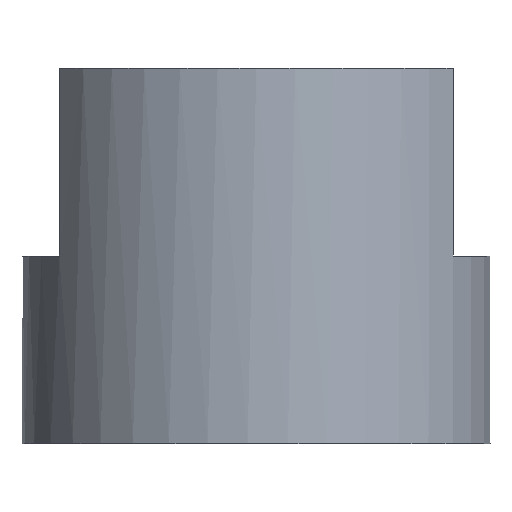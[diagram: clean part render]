
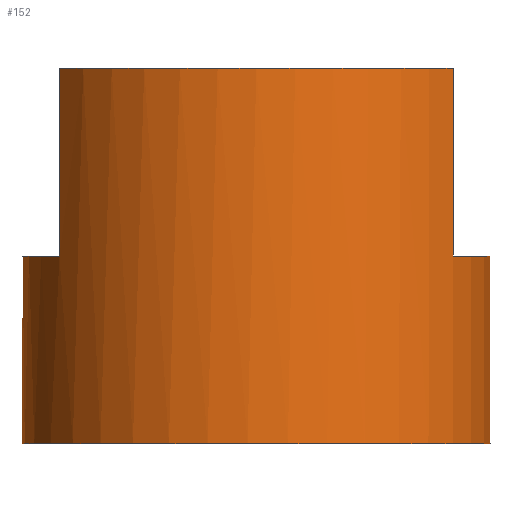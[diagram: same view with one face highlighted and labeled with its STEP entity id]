
A CAD part, left-side view. The second image highlights one B-rep face of the part: STEP entity #152.
In plain terms, the highlighted cylindrical face has radius 50 mm (diameter 100 mm), a full revolution.
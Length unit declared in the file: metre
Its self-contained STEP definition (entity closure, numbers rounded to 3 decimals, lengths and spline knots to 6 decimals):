
#20=CYLINDRICAL_SURFACE('',#178,0.05);
#24=LINE('',#245,#32);
#26=LINE('',#249,#34);
#28=LINE('',#258,#36);
#30=LINE('',#262,#38);
#32=VECTOR('',#199,1.);
#34=VECTOR('',#201,1.);
#36=VECTOR('',#209,1.);
#38=VECTOR('',#211,1.);
#51=ORIENTED_EDGE('',*,*,#82,.T.);
#52=ORIENTED_EDGE('',*,*,#85,.F.);
#53=ORIENTED_EDGE('',*,*,#84,.F.);
#54=ORIENTED_EDGE('',*,*,#86,.F.);
#55=ORIENTED_EDGE('',*,*,#76,.T.);
#56=ORIENTED_EDGE('',*,*,#87,.F.);
#57=ORIENTED_EDGE('',*,*,#78,.F.);
#58=ORIENTED_EDGE('',*,*,#88,.F.);
#59=ORIENTED_EDGE('',*,*,#89,.T.);
#76=EDGE_CURVE('',#94,#92,#24,.T.);
#78=EDGE_CURVE('',#95,#93,#26,.T.);
#82=EDGE_CURVE('',#100,#99,#28,.T.);
#84=EDGE_CURVE('',#101,#98,#30,.T.);
#85=EDGE_CURVE('',#98,#99,#107,.T.);
#86=EDGE_CURVE('',#94,#101,#108,.T.);
#87=EDGE_CURVE('',#93,#92,#109,.T.);
#88=EDGE_CURVE('',#100,#95,#110,.T.);
#89=EDGE_CURVE('',#102,#102,#111,.T.);
#92=VERTEX_POINT('',#243);
#93=VERTEX_POINT('',#244);
#94=VERTEX_POINT('',#246);
#95=VERTEX_POINT('',#248);
#98=VERTEX_POINT('',#256);
#99=VERTEX_POINT('',#257);
#100=VERTEX_POINT('',#259);
#101=VERTEX_POINT('',#261);
#102=VERTEX_POINT('',#269);
#107=CIRCLE('',#179,0.05);
#108=CIRCLE('',#180,0.05);
#109=CIRCLE('',#181,0.05);
#110=CIRCLE('',#182,0.05);
#111=CIRCLE('',#183,0.05);
#118=EDGE_LOOP('',(#51,#52,#53,#54,#55,#56,#57,#58));
#119=EDGE_LOOP('',(#59));
#134=FACE_BOUND('',#118,.T.);
#135=FACE_BOUND('',#119,.T.);
#152=ADVANCED_FACE('',(#134,#135),#20,.T.);
#178=AXIS2_PLACEMENT_3D('',#263,#212,#213);
#179=AXIS2_PLACEMENT_3D('',#264,#214,#215);
#180=AXIS2_PLACEMENT_3D('',#265,#216,#217);
#181=AXIS2_PLACEMENT_3D('',#266,#218,#219);
#182=AXIS2_PLACEMENT_3D('',#267,#220,#221);
#183=AXIS2_PLACEMENT_3D('',#268,#222,#223);
#199=DIRECTION('',(0.,0.,-1.));
#201=DIRECTION('',(0.,0.,-1.));
#209=DIRECTION('',(0.,0.,-1.));
#211=DIRECTION('',(0.,0.,-1.));
#212=DIRECTION('',(0.,0.,-1.));
#213=DIRECTION('',(-1.,0.,0.));
#214=DIRECTION('',(0.,0.,1.));
#215=DIRECTION('',(1.,0.,0.));
#216=DIRECTION('',(0.,0.,1.));
#217=DIRECTION('',(1.,0.,0.));
#218=DIRECTION('',(0.,0.,1.));
#219=DIRECTION('',(1.,0.,0.));
#220=DIRECTION('',(0.,0.,1.));
#221=DIRECTION('',(1.,0.,0.));
#222=DIRECTION('',(0.,0.,1.));
#223=DIRECTION('',(1.,0.,0.));
#243=CARTESIAN_POINT('',(-0.027129,0.042,0.));
#244=CARTESIAN_POINT('',(0.027129,0.042,0.));
#245=CARTESIAN_POINT('',(-0.027129,0.042,0.04));
#246=CARTESIAN_POINT('',(-0.027129,0.042,0.04));
#248=CARTESIAN_POINT('',(0.027129,0.042,0.04));
#249=CARTESIAN_POINT('',(0.027129,0.042,0.04));
#256=CARTESIAN_POINT('',(-0.027129,-0.042,0.));
#257=CARTESIAN_POINT('',(0.027129,-0.042,0.));
#258=CARTESIAN_POINT('',(0.027129,-0.042,0.04));
#259=CARTESIAN_POINT('',(0.027129,-0.042,0.04));
#261=CARTESIAN_POINT('',(-0.027129,-0.042,0.04));
#262=CARTESIAN_POINT('',(-0.027129,-0.042,0.04));
#263=CARTESIAN_POINT('',(0.,0.,0.04));
#264=CARTESIAN_POINT('',(0.,0.,0.));
#265=CARTESIAN_POINT('',(0.,0.,0.04));
#266=CARTESIAN_POINT('',(0.,0.,0.));
#267=CARTESIAN_POINT('',(0.,0.,0.04));
#268=CARTESIAN_POINT('',(0.,0.,-0.04));
#269=CARTESIAN_POINT('',(0.05,0.,-0.04));
